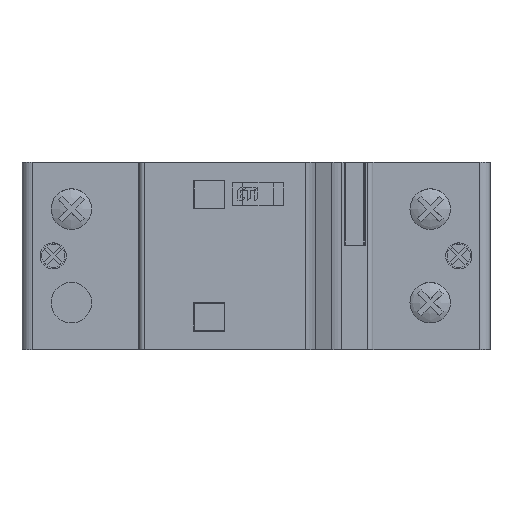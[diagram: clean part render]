
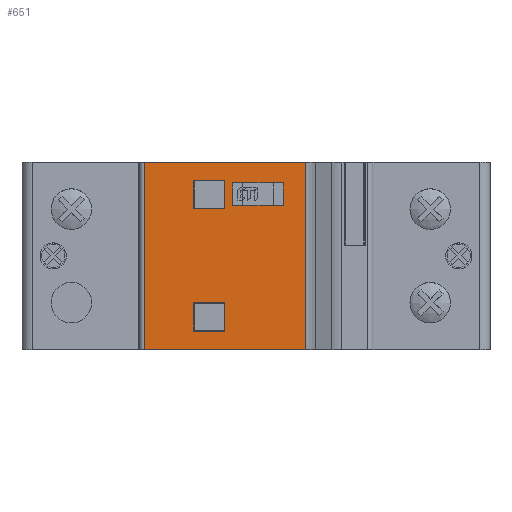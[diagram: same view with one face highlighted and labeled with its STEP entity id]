
A CAD part, top view. The second image highlights one B-rep face of the part: STEP entity #651.
In plain terms, the highlighted planar face has unit normal (0, 0, 1).
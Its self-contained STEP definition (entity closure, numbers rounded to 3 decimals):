
#651 = ADVANCED_FACE( '', ( #1403, #1404, #1405 ), #1406, .T. );
#1403 = FACE_OUTER_BOUND( '', #2323, .T. );
#1404 = FACE_BOUND( '', #2324, .T. );
#1405 = FACE_BOUND( '', #2325, .T. );
#1406 = PLANE( '', #2326 );
#2323 = EDGE_LOOP( '', ( #3969, #3970, #3971, #3972 ) );
#2324 = EDGE_LOOP( '', ( #3973, #3974, #3975, #3976 ) );
#2325 = EDGE_LOOP( '', ( #3977, #3978, #3979, #3980 ) );
#2326 = AXIS2_PLACEMENT_3D( '', #3981, #3982, #3983 );
#3969 = ORIENTED_EDGE( '', *, *, #5842, .F. );
#3970 = ORIENTED_EDGE( '', *, *, #5843, .T. );
#3971 = ORIENTED_EDGE( '', *, *, #5844, .T. );
#3972 = ORIENTED_EDGE( '', *, *, #5845, .T. );
#3973 = ORIENTED_EDGE( '', *, *, #5547, .F. );
#3974 = ORIENTED_EDGE( '', *, *, #5846, .F. );
#3975 = ORIENTED_EDGE( '', *, *, #5847, .F. );
#3976 = ORIENTED_EDGE( '', *, *, #5848, .F. );
#3977 = ORIENTED_EDGE( '', *, *, #5849, .T. );
#3978 = ORIENTED_EDGE( '', *, *, #5850, .T. );
#3979 = ORIENTED_EDGE( '', *, *, #5851, .T. );
#3980 = ORIENTED_EDGE( '', *, *, #5852, .T. );
#3981 = CARTESIAN_POINT( '', ( 10.5, -36., 4.531 ) );
#3982 = DIRECTION( '', ( 0., 0., 1. ) );
#3983 = DIRECTION( '', ( 1., 0., 0. ) );
#5547 = EDGE_CURVE( '', #6706, #6707, #6708, .T. );
#5842 = EDGE_CURVE( '', #7162, #7163, #7164, .T. );
#5843 = EDGE_CURVE( '', #7162, #7165, #7166, .F. );
#5844 = EDGE_CURVE( '', #7165, #7167, #7168, .T. );
#5845 = EDGE_CURVE( '', #7167, #7163, #7169, .T. );
#5846 = EDGE_CURVE( '', #7170, #6706, #7171, .T. );
#5847 = EDGE_CURVE( '', #7172, #7170, #7173, .T. );
#5848 = EDGE_CURVE( '', #6707, #7172, #7174, .T. );
#5849 = EDGE_CURVE( '', #7175, #7176, #7177, .T. );
#5850 = EDGE_CURVE( '', #7176, #7178, #7179, .T. );
#5851 = EDGE_CURVE( '', #7178, #7180, #7181, .T. );
#5852 = EDGE_CURVE( '', #7180, #7175, #7182, .T. );
#6706 = VERTEX_POINT( '', #8369 );
#6707 = VERTEX_POINT( '', #8370 );
#6708 = LINE( '', #8371, #8372 );
#7162 = VERTEX_POINT( '', #9106 );
#7163 = VERTEX_POINT( '', #9107 );
#7164 = LINE( '', #9108, #9109 );
#7165 = VERTEX_POINT( '', #9110 );
#7166 = LINE( '', #9111, #9112 );
#7167 = VERTEX_POINT( '', #9113 );
#7168 = LINE( '', #9114, #9115 );
#7169 = LINE( '', #9116, #9117 );
#7170 = VERTEX_POINT( '', #9118 );
#7171 = LINE( '', #9119, #9120 );
#7172 = VERTEX_POINT( '', #9121 );
#7173 = LINE( '', #9122, #9123 );
#7174 = LINE( '', #9124, #9125 );
#7175 = VERTEX_POINT( '', #9126 );
#7176 = VERTEX_POINT( '', #9127 );
#7177 = LINE( '', #9128, #9129 );
#7178 = VERTEX_POINT( '', #9130 );
#7179 = LINE( '', #9131, #9132 );
#7180 = VERTEX_POINT( '', #9133 );
#7181 = LINE( '', #9134, #9135 );
#7182 = LINE( '', #9136, #9137 );
#8369 = CARTESIAN_POINT( '', ( -12., -9., 4.531 ) );
#8370 = CARTESIAN_POINT( '', ( -6., -9., 4.531 ) );
#8371 = CARTESIAN_POINT( '', ( -12., -9., 4.531 ) );
#8372 = VECTOR( '', #9983, 1000. );
#9106 = CARTESIAN_POINT( '', ( -21.5, 0., 4.531 ) );
#9107 = CARTESIAN_POINT( '', ( 9.537, 0., 4.531 ) );
#9108 = CARTESIAN_POINT( '', ( 10.5, 0., 4.531 ) );
#9109 = VECTOR( '', #10253, 1000. );
#9110 = CARTESIAN_POINT( '', ( -21.5, -36., 4.531 ) );
#9111 = CARTESIAN_POINT( '', ( -21.5, -36., 4.531 ) );
#9112 = VECTOR( '', #10254, 1000. );
#9113 = CARTESIAN_POINT( '', ( 9.537, -36., 4.531 ) );
#9114 = CARTESIAN_POINT( '', ( -22.5, -36., 4.531 ) );
#9115 = VECTOR( '', #10255, 1000. );
#9116 = CARTESIAN_POINT( '', ( 9.537, 0., 4.531 ) );
#9117 = VECTOR( '', #10256, 1000. );
#9118 = CARTESIAN_POINT( '', ( -12., -3.5, 4.531 ) );
#9119 = CARTESIAN_POINT( '', ( -12., -3.5, 4.531 ) );
#9120 = VECTOR( '', #10257, 1000. );
#9121 = CARTESIAN_POINT( '', ( -6., -3.5, 4.531 ) );
#9122 = CARTESIAN_POINT( '', ( -6., -3.5, 4.531 ) );
#9123 = VECTOR( '', #10258, 1000. );
#9124 = CARTESIAN_POINT( '', ( -6., -9., 4.531 ) );
#9125 = VECTOR( '', #10259, 1000. );
#9126 = CARTESIAN_POINT( '', ( -12., -32.5, 4.531 ) );
#9127 = CARTESIAN_POINT( '', ( -12., -27., 4.531 ) );
#9128 = CARTESIAN_POINT( '', ( -12., -32.5, 4.531 ) );
#9129 = VECTOR( '', #10260, 1000. );
#9130 = CARTESIAN_POINT( '', ( -6., -27., 4.531 ) );
#9131 = CARTESIAN_POINT( '', ( -12., -27., 4.531 ) );
#9132 = VECTOR( '', #10261, 1000. );
#9133 = CARTESIAN_POINT( '', ( -6., -32.5, 4.531 ) );
#9134 = CARTESIAN_POINT( '', ( -6., -27., 4.531 ) );
#9135 = VECTOR( '', #10262, 1000. );
#9136 = CARTESIAN_POINT( '', ( -6., -32.5, 4.531 ) );
#9137 = VECTOR( '', #10263, 1000. );
#9983 = DIRECTION( '', ( 1., 0., 0. ) );
#10253 = DIRECTION( '', ( 1., 0., 0. ) );
#10254 = DIRECTION( '', ( 0., 1., 0. ) );
#10255 = DIRECTION( '', ( 1., 0., 0. ) );
#10256 = DIRECTION( '', ( 0., 1., 0. ) );
#10257 = DIRECTION( '', ( 0., -1., 0. ) );
#10258 = DIRECTION( '', ( -1., 0., 0. ) );
#10259 = DIRECTION( '', ( 0., 1., 0. ) );
#10260 = DIRECTION( '', ( 0., 1., 0. ) );
#10261 = DIRECTION( '', ( 1., 0., 0. ) );
#10262 = DIRECTION( '', ( 0., -1., 0. ) );
#10263 = DIRECTION( '', ( -1., 0., 0. ) );
